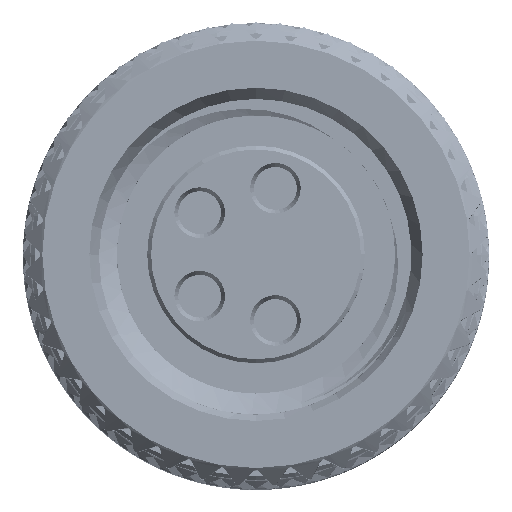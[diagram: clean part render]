
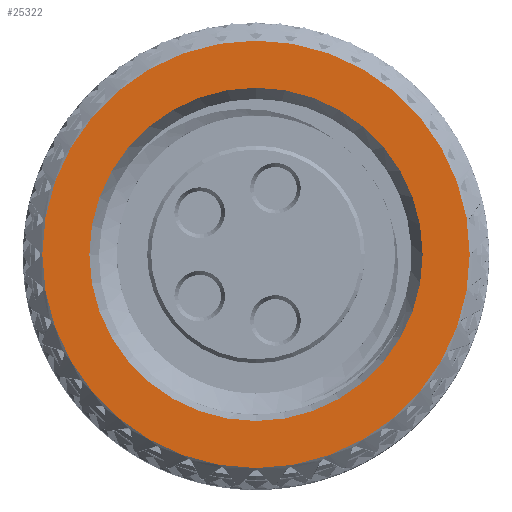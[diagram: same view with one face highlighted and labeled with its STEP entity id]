
A CAD part, top view. The second image highlights one B-rep face of the part: STEP entity #25322.
In plain terms, the highlighted planar face has unit normal (0, 0, 1).
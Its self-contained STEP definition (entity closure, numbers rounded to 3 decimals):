
#10768=CARTESIAN_POINT('',(0.,0.,7.2));
#10769=DIRECTION('',(0.,0.,-1.));
#10770=DIRECTION('',(-1.,0.,0.));
#10771=AXIS2_PLACEMENT_3D('',#10768,#10769,#10770);
#10773=CARTESIAN_POINT('',(0.,0.,7.2));
#10774=DIRECTION('',(0.,0.,-1.));
#10775=DIRECTION('',(0.,1.,0.));
#10776=AXIS2_PLACEMENT_3D('',#10773,#10774,#10775);
#10778=CARTESIAN_POINT('',(0.,0.,7.2));
#10779=DIRECTION('',(0.,0.,-1.));
#10780=DIRECTION('',(1.,0.,0.));
#10781=AXIS2_PLACEMENT_3D('',#10778,#10779,#10780);
#10783=CARTESIAN_POINT('',(0.,0.,7.2));
#10784=DIRECTION('',(0.,0.,-1.));
#10785=DIRECTION('',(0.,-1.,0.));
#10786=AXIS2_PLACEMENT_3D('',#10783,#10784,#10785);
#10788=CARTESIAN_POINT('',(0.,0.,7.2));
#10789=DIRECTION('',(0.,0.,1.));
#10790=DIRECTION('',(0.,1.,0.));
#10791=AXIS2_PLACEMENT_3D('',#10788,#10789,#10790);
#10793=CARTESIAN_POINT('',(0.,0.,7.2));
#10794=DIRECTION('',(0.,0.,1.));
#10795=DIRECTION('',(0.,-1.,0.));
#10796=AXIS2_PLACEMENT_3D('',#10793,#10794,#10795);
#13473=CARTESIAN_POINT('',(5.5,0.,7.2));
#13474=VERTEX_POINT('',#13473);
#13475=CARTESIAN_POINT('',(0.,5.5,7.2));
#13476=VERTEX_POINT('',#13475);
#13477=CARTESIAN_POINT('',(-5.5,0.,7.2));
#13478=VERTEX_POINT('',#13477);
#13521=CARTESIAN_POINT('',(0.,-5.5,7.2));
#13522=VERTEX_POINT('',#13521);
#13698=CARTESIAN_POINT('',(0.,4.289,7.2));
#13699=CARTESIAN_POINT('',(0.,-4.289,7.2));
#13700=VERTEX_POINT('',#13698);
#13701=VERTEX_POINT('',#13699);
#25305=CARTESIAN_POINT('',(0.,0.,7.2));
#25306=DIRECTION('',(0.,0.,1.));
#25307=DIRECTION('',(1.,0.,0.));
#25308=AXIS2_PLACEMENT_3D('',#25305,#25306,#25307);
#25309=PLANE('',#25308);
#25310=ORIENTED_EDGE('',*,*,#25289,.T.);
#25311=ORIENTED_EDGE('',*,*,#25287,.T.);
#25312=ORIENTED_EDGE('',*,*,#25151,.T.);
#25313=ORIENTED_EDGE('',*,*,#25149,.T.);
#25314=EDGE_LOOP('',(#25310,#25311,#25312,#25313));
#25315=FACE_OUTER_BOUND('',#25314,.F.);
#25317=ORIENTED_EDGE('',*,*,#25316,.T.);
#25319=ORIENTED_EDGE('',*,*,#25318,.T.);
#25320=EDGE_LOOP('',(#25317,#25319));
#25321=FACE_BOUND('',#25320,.F.);
#25322=ADVANCED_FACE('',(#25315,#25321),#25309,.T.);
#10772=CIRCLE('',#10771,5.5);
#10777=CIRCLE('',#10776,5.5);
#10782=CIRCLE('',#10781,5.5);
#10787=CIRCLE('',#10786,5.5);
#10792=CIRCLE('',#10791,4.289);
#10797=CIRCLE('',#10796,4.289);
#25149=EDGE_CURVE('',#13522,#13478,#10787,.T.);
#25151=EDGE_CURVE('',#13474,#13522,#10782,.T.);
#25287=EDGE_CURVE('',#13476,#13474,#10777,.T.);
#25289=EDGE_CURVE('',#13478,#13476,#10772,.T.);
#25316=EDGE_CURVE('',#13700,#13701,#10792,.T.);
#25318=EDGE_CURVE('',#13701,#13700,#10797,.T.);
